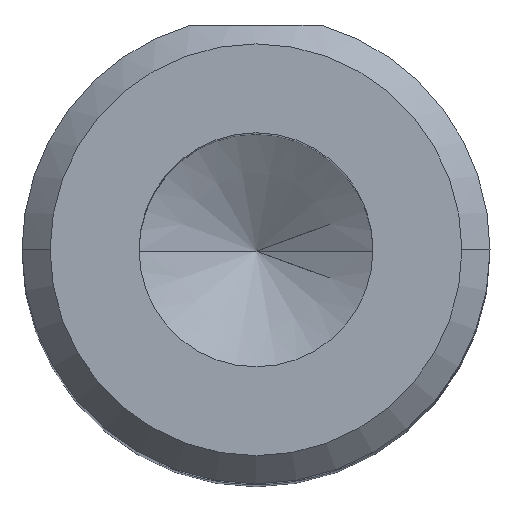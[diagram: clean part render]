
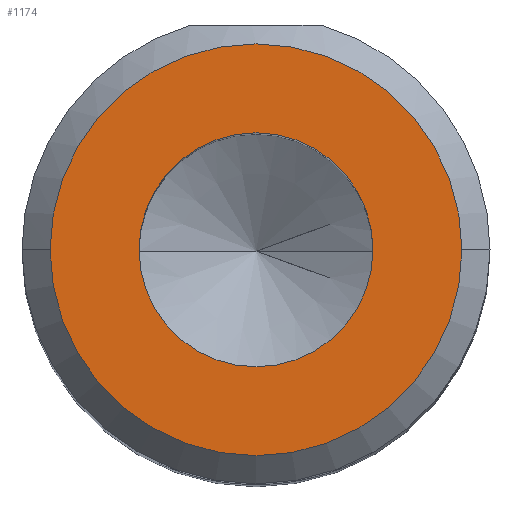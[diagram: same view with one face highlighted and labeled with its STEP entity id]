
A CAD part, top view. The second image highlights one B-rep face of the part: STEP entity #1174.
In plain terms, the highlighted planar face has unit normal (0, 0, 1).
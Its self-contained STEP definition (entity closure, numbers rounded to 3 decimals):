
#71 = VERTEX_POINT ( 'NONE', #690 ) ;
#121 = AXIS2_PLACEMENT_3D ( 'NONE', #167, #827, #256 ) ;
#151 = DIRECTION ( 'NONE',  ( 0., 0., 1. ) ) ;
#167 = CARTESIAN_POINT ( 'NONE',  ( 0., 0., 10. ) ) ;
#191 = DIRECTION ( 'NONE',  ( 0., 0., 1. ) ) ;
#202 = CARTESIAN_POINT ( 'NONE',  ( 0., 0., 10. ) ) ;
#226 = AXIS2_PLACEMENT_3D ( 'NONE', #722, #151, #810 ) ;
#256 = DIRECTION ( 'NONE',  ( 1., 0., 0. ) ) ;
#287 = DIRECTION ( 'NONE',  ( 1., 0., 0. ) ) ;
#289 = ORIENTED_EDGE ( 'NONE', *, *, #1211, .F. ) ;
#312 = AXIS2_PLACEMENT_3D ( 'NONE', #202, #865, #287 ) ;
#317 = ORIENTED_EDGE ( 'NONE', *, *, #938, .F. ) ;
#339 = CIRCLE ( 'NONE', #374, 2.2 ) ;
#374 = AXIS2_PLACEMENT_3D ( 'NONE', #755, #191, #849 ) ;
#460 = EDGE_LOOP ( 'NONE', ( #1212, #717 ) ) ;
#472 = DIRECTION ( 'NONE',  ( 0., 0., 1. ) ) ;
#479 = PLANE ( 'NONE',  #312 ) ;
#490 = VERTEX_POINT ( 'NONE', #922 ) ;
#505 = AXIS2_PLACEMENT_3D ( 'NONE', #1047, #472, #1143 ) ;
#573 = CIRCLE ( 'NONE', #121, 1.25 ) ;
#611 = VERTEX_POINT ( 'NONE', #1040 ) ;
#624 = FACE_BOUND ( 'NONE', #985, .T. ) ;
#665 = CIRCLE ( 'NONE', #226, 2.2 ) ;
#690 = CARTESIAN_POINT ( 'NONE',  ( 2.2, 0., 10. ) ) ;
#717 = ORIENTED_EDGE ( 'NONE', *, *, #872, .T. ) ;
#722 = CARTESIAN_POINT ( 'NONE',  ( 0., 0., 10. ) ) ;
#755 = CARTESIAN_POINT ( 'NONE',  ( 0., 0., 10. ) ) ;
#809 = CIRCLE ( 'NONE', #505, 1.25 ) ;
#810 = DIRECTION ( 'NONE',  ( 1., 0., 0. ) ) ;
#827 = DIRECTION ( 'NONE',  ( 0., 0., 1. ) ) ;
#839 = FACE_OUTER_BOUND ( 'NONE', #460, .T. ) ;
#849 = DIRECTION ( 'NONE',  ( 1., 0., 0. ) ) ;
#865 = DIRECTION ( 'NONE',  ( 0., 0., 1. ) ) ;
#872 = EDGE_CURVE ( 'NONE', #71, #611, #665, .T. ) ;
#922 = CARTESIAN_POINT ( 'NONE',  ( -1.25, 0., 10. ) ) ;
#932 = VERTEX_POINT ( 'NONE', #1118 ) ;
#938 = EDGE_CURVE ( 'NONE', #490, #932, #573, .T. ) ;
#985 = EDGE_LOOP ( 'NONE', ( #289, #317 ) ) ;
#1040 = CARTESIAN_POINT ( 'NONE',  ( -2.2, 0., 10. ) ) ;
#1047 = CARTESIAN_POINT ( 'NONE',  ( 0., 0., 10. ) ) ;
#1118 = CARTESIAN_POINT ( 'NONE',  ( 1.25, 0., 10. ) ) ;
#1143 = DIRECTION ( 'NONE',  ( 1., 0., 0. ) ) ;
#1174 = ADVANCED_FACE ( 'NONE', ( #839, #624 ), #479, .T. ) ;
#1196 = EDGE_CURVE ( 'NONE', #611, #71, #339, .T. ) ;
#1211 = EDGE_CURVE ( 'NONE', #932, #490, #809, .T. ) ;
#1212 = ORIENTED_EDGE ( 'NONE', *, *, #1196, .T. ) ;
